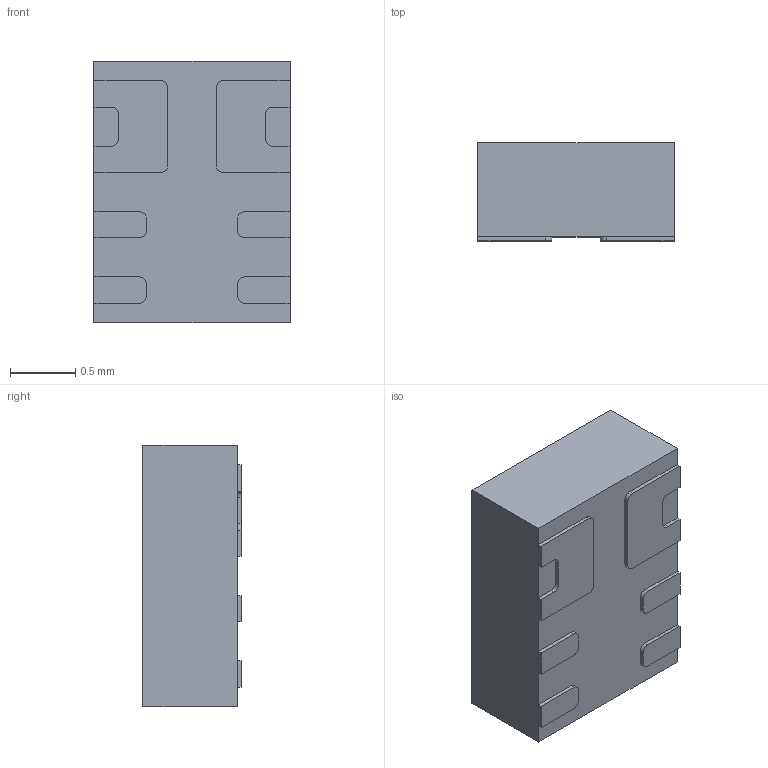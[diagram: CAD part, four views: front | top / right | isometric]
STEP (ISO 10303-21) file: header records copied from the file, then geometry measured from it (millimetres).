
FILE_DESCRIPTION (( 'STEP AP214' ), '1' );
FILE_NAME ('TDFN-8_1.5x2mm_Fused-Lead_MO-252-W2015D.step', '2020-12-07T12:10:43+00:00', 'Stefan Hamminga', '', '', '', '');
FILE_SCHEMA (( 'AUTOMOTIVE_DESIGN' ));
Length unit declared in the file: millimetre
Products named in the file (1): TDFN-8_1.5x2mm_Fused-Lead_MO-252-W2015D
Bounding box: 1.5 x 0.75 x 2 mm (x, y, z)
Volume: 2.2 mm3; surface area: 13.3 mm2
Topology: 7 solids, 7 shells, 67 faces, 158 edges, 106 vertices
Faces by surface type: plane 51, cylinder 16
Entity records: 1381 total; most frequent: ORIENTED_EDGE 316, EDGE_CURVE 158, CARTESIAN_POINT 142, LINE 124, VERTEX_POINT 106, AXIS2_PLACEMENT_3D 100, EDGE_LOOP 68, FACE_OUTER_BOUND 67
